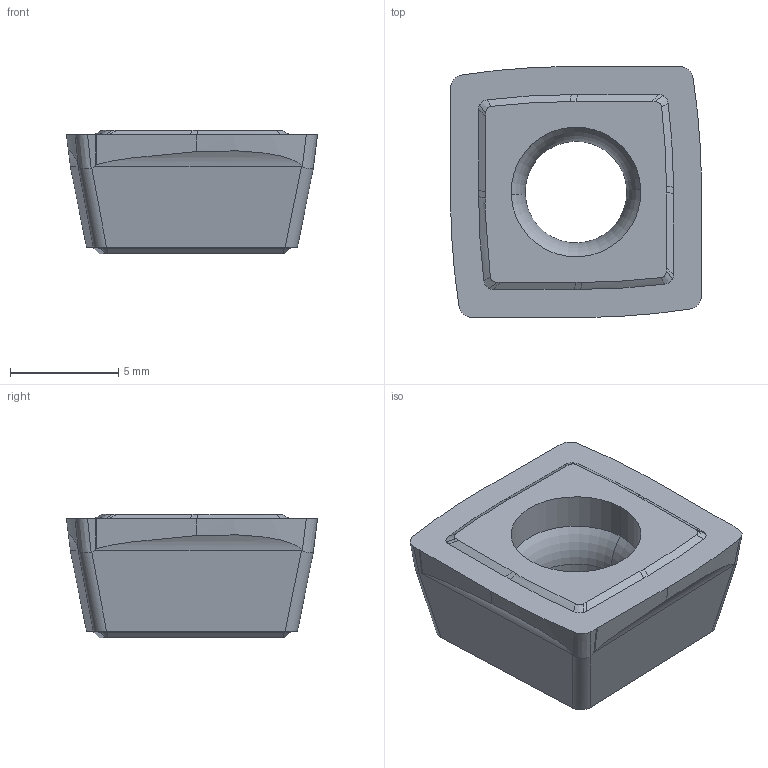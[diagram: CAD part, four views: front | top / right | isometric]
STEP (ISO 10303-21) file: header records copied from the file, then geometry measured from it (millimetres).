
FILE_DESCRIPTION((''),'2;1');
FILE_NAME('SOGX115506-UN','2023-06-21T14:40:44',('tlyae014'),('PTC Japan'),'CREO PARAMETRIC BY PTC INC, 2021424','CREO PARAMETRIC BY PTC INC, 2021424','');
FILE_SCHEMA(('AUTOMOTIVE_DESIGN { 1 0 10303 214 1 1 1 1 }'));
Length unit declared in the file: millimetre
Products named in the file (1): SOGX115506-UN
Bounding box: 11.6 x 11.6 x 5.7 mm (x, y, z)
Volume: 483.6 mm3; surface area: 491.6 mm2
Topology: 1 solids, 1 shells, 78 faces, 226 edges, 152 vertices
Faces by surface type: plane 28, bspline 24, cylinder 20, cone 4, torus 2
Entity records: 5040 total; most frequent: CARTESIAN_POINT 2472, ORIENTED_EDGE 412, DIRECTION 273, PRESENTATION_STYLE_ASSIGNMENT 229, STYLED_ITEM 229, CURVE_STYLE 228, EDGE_CURVE 206, VERTEX_POINT 132
